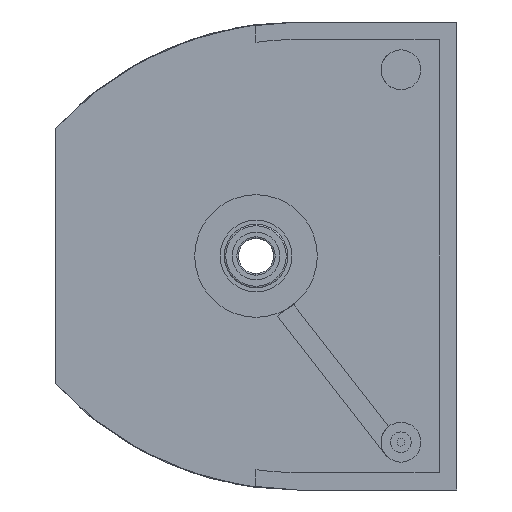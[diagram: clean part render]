
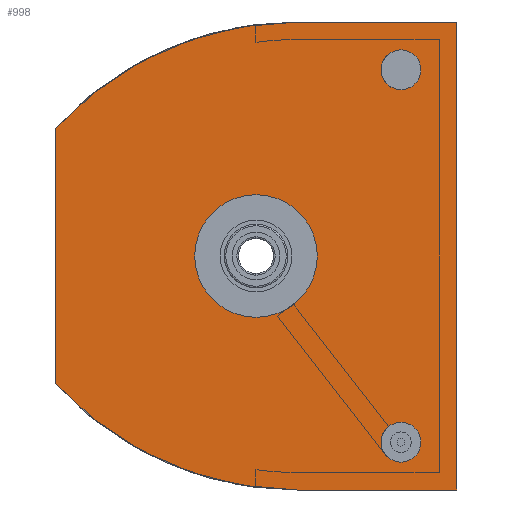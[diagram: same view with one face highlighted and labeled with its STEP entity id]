
A CAD part, left-side view. The second image highlights one B-rep face of the part: STEP entity #998.
In plain terms, the highlighted planar face has unit normal (-1, 0, 0).
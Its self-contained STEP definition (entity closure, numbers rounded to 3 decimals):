
#24 = VERTEX_POINT ( 'NONE', #6320 ) ;
#28 = CIRCLE ( 'NONE', #2452, 3.85 ) ;
#34 = CARTESIAN_POINT ( 'NONE',  ( -30.6, 3.5, 11.695 ) ) ;
#118 = VERTEX_POINT ( 'NONE', #1449 ) ;
#126 = DIRECTION ( 'NONE',  ( 1., 0., 0. ) ) ;
#330 = FACE_OUTER_BOUND ( 'NONE', #3958, .T. ) ;
#380 = VECTOR ( 'NONE', #7387, 1000. ) ;
#538 = VERTEX_POINT ( 'NONE', #1872 ) ;
#680 = CARTESIAN_POINT ( 'NONE',  ( -30.6, 0., -14.695 ) ) ;
#692 = CARTESIAN_POINT ( 'NONE',  ( -30.6, 0., 14.695 ) ) ;
#721 = VERTEX_POINT ( 'NONE', #4236 ) ;
#747 = VERTEX_POINT ( 'NONE', #7904 ) ;
#808 = EDGE_CURVE ( 'NONE', #747, #4414, #7882, .T. ) ;
#914 = EDGE_CURVE ( 'NONE', #4514, #118, #1376, .T. ) ;
#998 = ADVANCED_FACE ( 'NONE', ( #6633, #2928, #1274, #330 ), #2270, .F. ) ;
#1022 = AXIS2_PLACEMENT_3D ( 'NONE', #4916, #1156, #3661 ) ;
#1117 = DIRECTION ( 'NONE',  ( 0., 0., -1. ) ) ;
#1156 = DIRECTION ( 'NONE',  ( 1., 0., 0. ) ) ;
#1202 = ORIENTED_EDGE ( 'NONE', *, *, #7253, .F. ) ;
#1247 = VECTOR ( 'NONE', #1117, 1000. ) ;
#1274 = FACE_BOUND ( 'NONE', #2090, .T. ) ;
#1281 = CARTESIAN_POINT ( 'NONE',  ( -30.6, 12.6, -3.85 ) ) ;
#1376 = CIRCLE ( 'NONE', #4462, 3.85 ) ;
#1449 = CARTESIAN_POINT ( 'NONE',  ( -30.6, 12.6, 3.85 ) ) ;
#1554 = LINE ( 'NONE', #2679, #5537 ) ;
#1628 = AXIS2_PLACEMENT_3D ( 'NONE', #2646, #126, #4412 ) ;
#1696 = ORIENTED_EDGE ( 'NONE', *, *, #1801, .T. ) ;
#1801 = EDGE_CURVE ( 'NONE', #5321, #538, #7013, .T. ) ;
#1872 = CARTESIAN_POINT ( 'NONE',  ( -30.6, 3.5, -12.945 ) ) ;
#1876 = EDGE_LOOP ( 'NONE', ( #2035, #2461 ) ) ;
#1904 = DIRECTION ( 'NONE',  ( 0., 0., -1. ) ) ;
#2035 = ORIENTED_EDGE ( 'NONE', *, *, #4005, .T. ) ;
#2046 = CARTESIAN_POINT ( 'NONE',  ( -30.6, 3.5, 11.695 ) ) ;
#2090 = EDGE_LOOP ( 'NONE', ( #4562, #5990 ) ) ;
#2103 = ORIENTED_EDGE ( 'NONE', *, *, #7920, .F. ) ;
#2264 = ORIENTED_EDGE ( 'NONE', *, *, #808, .F. ) ;
#2270 = PLANE ( 'NONE',  #5571 ) ;
#2315 = DIRECTION ( 'NONE',  ( 0., 0., -1. ) ) ;
#2332 = CARTESIAN_POINT ( 'NONE',  ( -30.6, 0., 14.695 ) ) ;
#2349 = DIRECTION ( 'NONE',  ( 1., 0., 0. ) ) ;
#2418 = CARTESIAN_POINT ( 'NONE',  ( -30.6, 3.5, -11.695 ) ) ;
#2452 = AXIS2_PLACEMENT_3D ( 'NONE', #3678, #4245, #6153 ) ;
#2461 = ORIENTED_EDGE ( 'NONE', *, *, #4381, .T. ) ;
#2611 = ORIENTED_EDGE ( 'NONE', *, *, #5855, .F. ) ;
#2646 = CARTESIAN_POINT ( 'NONE',  ( -30.6, 3.5, -11.695 ) ) ;
#2679 = CARTESIAN_POINT ( 'NONE',  ( -30.6, 0., -14.695 ) ) ;
#2928 = FACE_BOUND ( 'NONE', #1876, .T. ) ;
#2982 = CARTESIAN_POINT ( 'NONE',  ( -30.6, 3.5, 10.445 ) ) ;
#3022 = VECTOR ( 'NONE', #6431, 1000. ) ;
#3306 = DIRECTION ( 'NONE',  ( 0., 0., -1. ) ) ;
#3508 = DIRECTION ( 'NONE',  ( 0., 0., -1. ) ) ;
#3561 = ORIENTED_EDGE ( 'NONE', *, *, #5957, .F. ) ;
#3641 = DIRECTION ( 'NONE',  ( 0., 0., -1. ) ) ;
#3661 = DIRECTION ( 'NONE',  ( 0., 0., -1. ) ) ;
#3678 = CARTESIAN_POINT ( 'NONE',  ( -30.6, 12.6, 0. ) ) ;
#3830 = EDGE_LOOP ( 'NONE', ( #5192, #1696 ) ) ;
#3863 = LINE ( 'NONE', #7944, #380 ) ;
#3884 = AXIS2_PLACEMENT_3D ( 'NONE', #6040, #7366, #7979 ) ;
#3894 = EDGE_CURVE ( 'NONE', #538, #5321, #7869, .T. ) ;
#3958 = EDGE_LOOP ( 'NONE', ( #2264, #2103, #1202, #3561, #4719, #2611 ) ) ;
#4005 = EDGE_CURVE ( 'NONE', #4746, #24, #5747, .T. ) ;
#4197 = EDGE_CURVE ( 'NONE', #118, #4514, #28, .T. ) ;
#4236 = CARTESIAN_POINT ( 'NONE',  ( -30.6, 25.2, -8. ) ) ;
#4245 = DIRECTION ( 'NONE',  ( 1., 0., 0. ) ) ;
#4381 = EDGE_CURVE ( 'NONE', #24, #4746, #6799, .T. ) ;
#4412 = DIRECTION ( 'NONE',  ( 0., 0., -1. ) ) ;
#4414 = VERTEX_POINT ( 'NONE', #692 ) ;
#4430 = AXIS2_PLACEMENT_3D ( 'NONE', #2046, #7018, #3306 ) ;
#4462 = AXIS2_PLACEMENT_3D ( 'NONE', #4722, #7225, #3508 ) ;
#4514 = VERTEX_POINT ( 'NONE', #1281 ) ;
#4554 = CARTESIAN_POINT ( 'NONE',  ( -30.6, 25.2, 8. ) ) ;
#4562 = ORIENTED_EDGE ( 'NONE', *, *, #4197, .T. ) ;
#4719 = ORIENTED_EDGE ( 'NONE', *, *, #5052, .F. ) ;
#4722 = CARTESIAN_POINT ( 'NONE',  ( -30.6, 12.6, 0. ) ) ;
#4735 = CIRCLE ( 'NONE', #3884, 20.602 ) ;
#4746 = VERTEX_POINT ( 'NONE', #2982 ) ;
#4916 = CARTESIAN_POINT ( 'NONE',  ( -30.6, 10., -5.907 ) ) ;
#4996 = VERTEX_POINT ( 'NONE', #680 ) ;
#5052 = EDGE_CURVE ( 'NONE', #4996, #7271, #1554, .T. ) ;
#5192 = ORIENTED_EDGE ( 'NONE', *, *, #3894, .T. ) ;
#5209 = CARTESIAN_POINT ( 'NONE',  ( -30.6, 0., 14.695 ) ) ;
#5261 = AXIS2_PLACEMENT_3D ( 'NONE', #34, #6854, #1904 ) ;
#5321 = VERTEX_POINT ( 'NONE', #7291 ) ;
#5407 = CIRCLE ( 'NONE', #1022, 20.602 ) ;
#5436 = CARTESIAN_POINT ( 'NONE',  ( -30.6, 10., -14.695 ) ) ;
#5537 = VECTOR ( 'NONE', #6392, 1000. ) ;
#5571 = AXIS2_PLACEMENT_3D ( 'NONE', #7280, #2349, #3641 ) ;
#5747 = CIRCLE ( 'NONE', #4430, 1.25 ) ;
#5855 = EDGE_CURVE ( 'NONE', #4414, #4996, #6222, .T. ) ;
#5957 = EDGE_CURVE ( 'NONE', #7271, #721, #4735, .T. ) ;
#5984 = AXIS2_PLACEMENT_3D ( 'NONE', #2418, #7349, #2315 ) ;
#5990 = ORIENTED_EDGE ( 'NONE', *, *, #914, .T. ) ;
#6040 = CARTESIAN_POINT ( 'NONE',  ( -30.6, 10., 5.907 ) ) ;
#6153 = DIRECTION ( 'NONE',  ( 0., 0., -1. ) ) ;
#6222 = LINE ( 'NONE', #2332, #1247 ) ;
#6320 = CARTESIAN_POINT ( 'NONE',  ( -30.6, 3.5, 12.945 ) ) ;
#6392 = DIRECTION ( 'NONE',  ( 0., 1., 0. ) ) ;
#6431 = DIRECTION ( 'NONE',  ( 0., -1., 0. ) ) ;
#6633 = FACE_BOUND ( 'NONE', #3830, .T. ) ;
#6799 = CIRCLE ( 'NONE', #5261, 1.25 ) ;
#6854 = DIRECTION ( 'NONE',  ( 1., 0., 0. ) ) ;
#7013 = CIRCLE ( 'NONE', #5984, 1.25 ) ;
#7018 = DIRECTION ( 'NONE',  ( 1., 0., 0. ) ) ;
#7225 = DIRECTION ( 'NONE',  ( 1., 0., 0. ) ) ;
#7253 = EDGE_CURVE ( 'NONE', #721, #7575, #3863, .T. ) ;
#7271 = VERTEX_POINT ( 'NONE', #5436 ) ;
#7280 = CARTESIAN_POINT ( 'NONE',  ( -30.6, 10., -5.907 ) ) ;
#7291 = CARTESIAN_POINT ( 'NONE',  ( -30.6, 3.5, -10.445 ) ) ;
#7349 = DIRECTION ( 'NONE',  ( 1., 0., 0. ) ) ;
#7366 = DIRECTION ( 'NONE',  ( 1., 0., 0. ) ) ;
#7387 = DIRECTION ( 'NONE',  ( 0., 0., 1. ) ) ;
#7575 = VERTEX_POINT ( 'NONE', #4554 ) ;
#7869 = CIRCLE ( 'NONE', #1628, 1.25 ) ;
#7882 = LINE ( 'NONE', #5209, #3022 ) ;
#7904 = CARTESIAN_POINT ( 'NONE',  ( -30.6, 10., 14.695 ) ) ;
#7920 = EDGE_CURVE ( 'NONE', #7575, #747, #5407, .T. ) ;
#7944 = CARTESIAN_POINT ( 'NONE',  ( -30.6, 25.2, 8. ) ) ;
#7979 = DIRECTION ( 'NONE',  ( 0., 0., 1. ) ) ;
